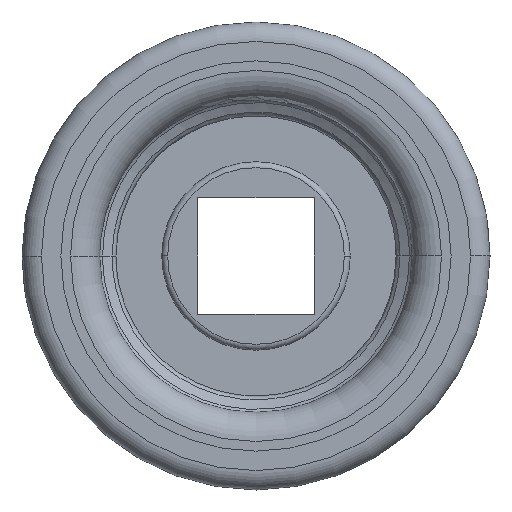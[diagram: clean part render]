
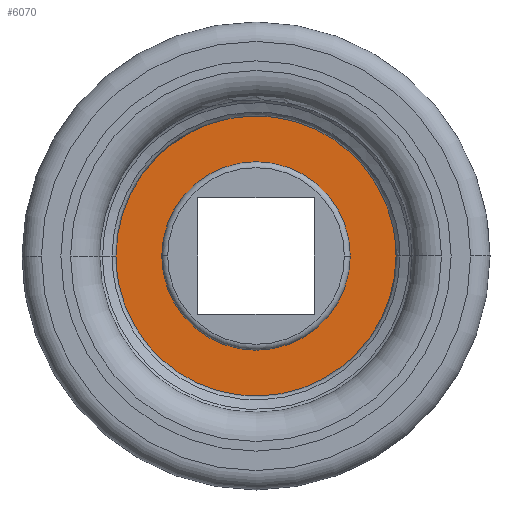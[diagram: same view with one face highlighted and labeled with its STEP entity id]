
A CAD part, left-side view. The second image highlights one B-rep face of the part: STEP entity #6070.
In plain terms, the highlighted planar face has unit normal (-1, 0, 0).
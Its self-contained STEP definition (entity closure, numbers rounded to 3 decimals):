
#60=CARTESIAN_POINT('Vertex',(15.,-4.85,0.)) ;
#65=CARTESIAN_POINT('Axis2P3D Location',(15.,0.,0.)) ;
#69=CARTESIAN_POINT('Vertex',(15.,4.85,0.)) ;
#122=CARTESIAN_POINT('Axis2P3D Location',(15.,0.,0.)) ;
#5731=CARTESIAN_POINT('Vertex',(15.,7.55,0.)) ;
#5734=CARTESIAN_POINT('Axis2P3D Location',(15.,0.,0.)) ;
#5738=CARTESIAN_POINT('Vertex',(15.,-7.55,0.)) ;
#6045=CARTESIAN_POINT('Axis2P3D Location',(15.,0.,0.)) ;
#6057=CARTESIAN_POINT('Axis2P3D Location',(15.,7.55,0.)) ;
#66=DIRECTION('Axis2P3D Direction',(-1.,-0.,0.)) ;
#123=DIRECTION('Axis2P3D Direction',(-1.,-0.,0.)) ;
#5735=DIRECTION('Axis2P3D Direction',(1.,0.,0.)) ;
#6046=DIRECTION('Axis2P3D Direction',(1.,0.,0.)) ;
#6058=DIRECTION('Axis2P3D Direction',(1.,0.,0.)) ;
#6059=DIRECTION('Axis2P3D XDirection',(0.,1.,0.)) ;
#67=AXIS2_PLACEMENT_3D('Circle Axis2P3D',#65,#66,$) ;
#124=AXIS2_PLACEMENT_3D('Circle Axis2P3D',#122,#123,$) ;
#5736=AXIS2_PLACEMENT_3D('Circle Axis2P3D',#5734,#5735,$) ;
#6047=AXIS2_PLACEMENT_3D('Circle Axis2P3D',#6045,#6046,$) ;
#6060=AXIS2_PLACEMENT_3D('Plane Axis2P3D',#6057,#6058,#6059) ;
#6063=ORIENTED_EDGE('',*,*,#5740,.F.) ;
#6064=ORIENTED_EDGE('',*,*,#6049,.F.) ;
#6067=ORIENTED_EDGE('',*,*,#126,.F.) ;
#6068=ORIENTED_EDGE('',*,*,#71,.F.) ;
#6069=FACE_BOUND('',#6066,.T.) ;
#6070=ADVANCED_FACE('PartBody',(#6065,#6069),#6061,.F.) ;
#68=CIRCLE('generated circle',#67,4.85) ;
#125=CIRCLE('generated circle',#124,4.85) ;
#5737=CIRCLE('generated circle',#5736,7.55) ;
#6048=CIRCLE('generated circle',#6047,7.55) ;
#71=EDGE_CURVE('',#61,#70,#68,.T.) ;
#126=EDGE_CURVE('',#70,#61,#125,.T.) ;
#5740=EDGE_CURVE('',#5732,#5739,#5737,.T.) ;
#6049=EDGE_CURVE('',#5739,#5732,#6048,.T.) ;
#6062=EDGE_LOOP('',(#6063,#6064)) ;
#6066=EDGE_LOOP('',(#6067,#6068)) ;
#6065=FACE_OUTER_BOUND('',#6062,.T.) ;
#6061=PLANE('',#6060) ;
#61=VERTEX_POINT('',#60) ;
#70=VERTEX_POINT('',#69) ;
#5732=VERTEX_POINT('',#5731) ;
#5739=VERTEX_POINT('',#5738) ;
